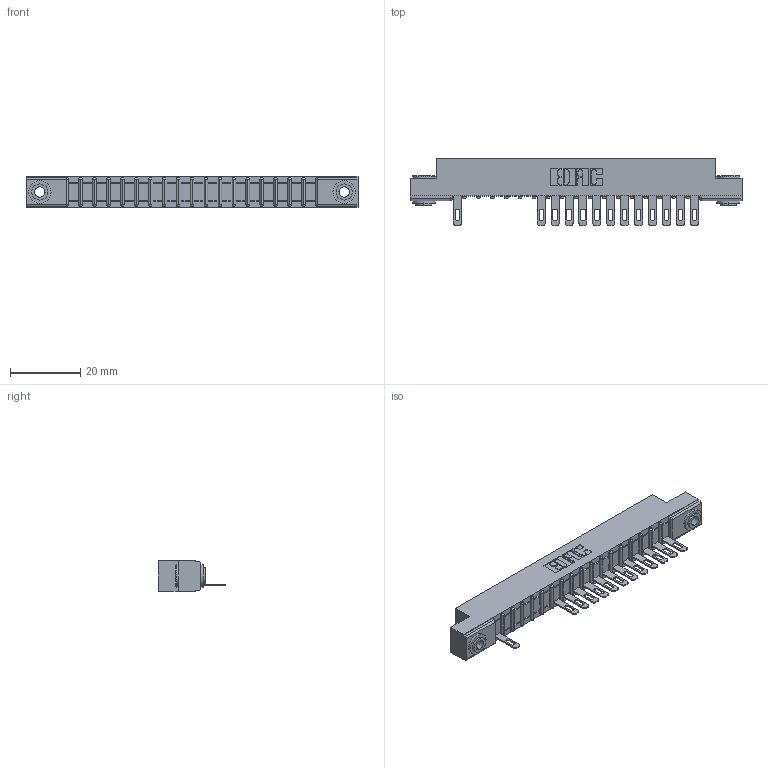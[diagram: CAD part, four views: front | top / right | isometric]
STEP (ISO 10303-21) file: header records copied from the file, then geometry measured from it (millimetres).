
FILE_DESCRIPTION (( 'STEP AP203' ), '1' );
FILE_NAME ('357-018-505-103.STEP', '2018-08-08T04:15:20', ( '' ), ( '' ), 'SwSTEP 2.0', 'SolidWorks 2016', '' );
FILE_SCHEMA (( 'CONFIG_CONTROL_DESIGN' ));
Length unit declared in the file: inch
Products named in the file (4): 307 Part_.156 Dia Mounting Holes; 307-290-001_505; 345-250-002_345-250-002-102; 357-018-505-103
Assembly tree (16 placements, depth 2):
  357-018-505-103
    307 Part_.156 Dia Mounting Holes
    307-290-001_505  x13
    345-250-002_345-250-002-102  x2
Bounding box: 94.34 x 19.18 x 8.71 mm (x, y, z)
Volume: 5912.4 mm3; surface area: 8933.3 mm2
Topology: 16 solids, 16 shells, 1017 faces, 2861 edges, 1834 vertices
Faces by surface type: plane 622, cylinder 349, sphere 38, cone 8
Entity records: 19269 total; most frequent: CARTESIAN_POINT 3236, ORIENTED_EDGE 3218, DIRECTION 3173, EDGE_CURVE 1609, VECTOR 1215, LINE 1215, VERTEX_POINT 1042, AXIS2_PLACEMENT_3D 979
